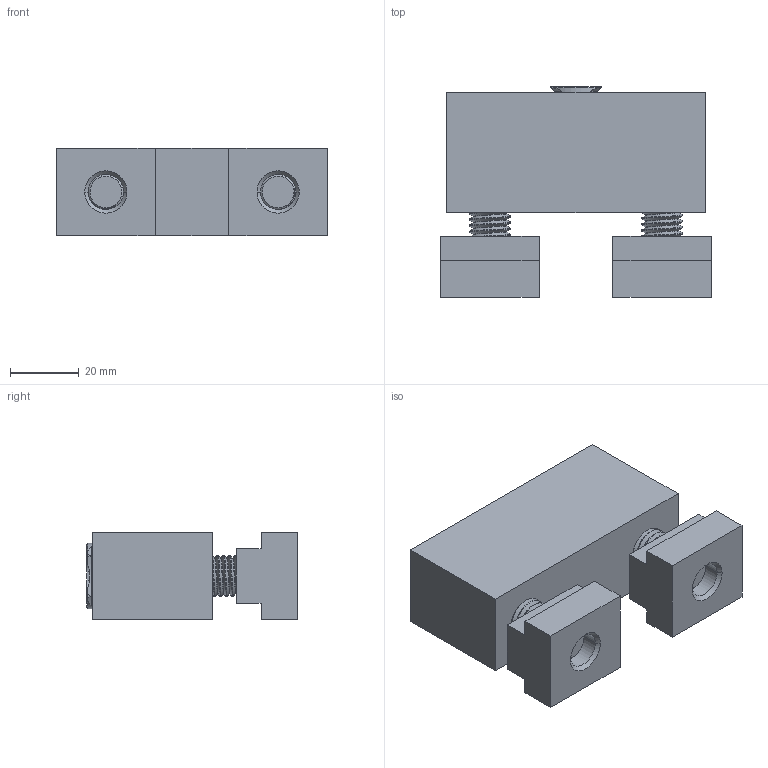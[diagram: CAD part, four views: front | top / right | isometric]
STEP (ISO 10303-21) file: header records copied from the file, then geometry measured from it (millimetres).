
FILE_DESCRIPTION (( 'STEP AP214' ), '1' );
FILE_NAME ('41125.STEP', '2018-08-21T12:49:57', ( 'Mike W' ), ( '' ), 'SwSTEP 2.0', 'SolidWorks 2017', '' );
FILE_SCHEMA (( 'AUTOMOTIVE_DESIGN' ));
Length unit declared in the file: inch
Products named in the file (7): M510MM SHCS_M510MM SHCS; 411251_411251; 32175_32175; 41125; M1240MM SHCS_M1240MM SHCS; 321751_321751; T-Nuts (Te-Co) (Std Configured)_540161
Assembly tree (8 placements, depth 3):
  41125
    411251_411251
    32175_32175
      321751_321751
      M510MM SHCS_M510MM SHCS
    M1240MM SHCS_M1240MM SHCS  x2
    T-Nuts (Te-Co) (Std Configured)_540161  x2
Bounding box: 78.58 x 61.05 x 25.4 mm (x, y, z)
Volume: 83529.2 mm3; surface area: 30842.3 mm2
Topology: 7 solids, 7 shells, 501 faces, 1314 edges, 838 vertices
Faces by surface type: cylinder 297, bspline 72, cone 67, plane 63, torus 2
Entity records: 17479 total; most frequent: CARTESIAN_POINT 9665, ORIENTED_EDGE 1888, DIRECTION 1217, EDGE_CURVE 944, VERTEX_POINT 598, AXIS2_PLACEMENT_3D 460, EDGE_LOOP 382, ADVANCED_FACE 365
